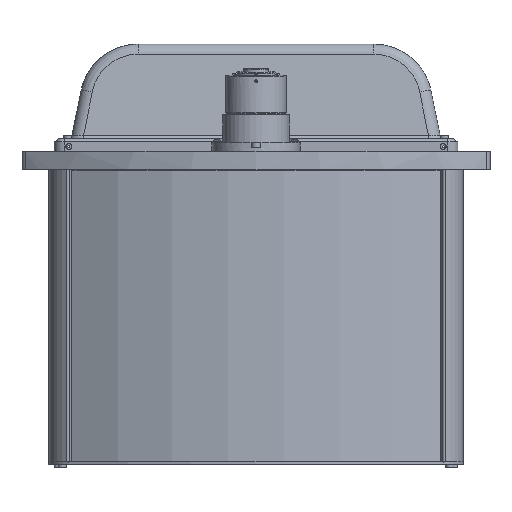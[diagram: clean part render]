
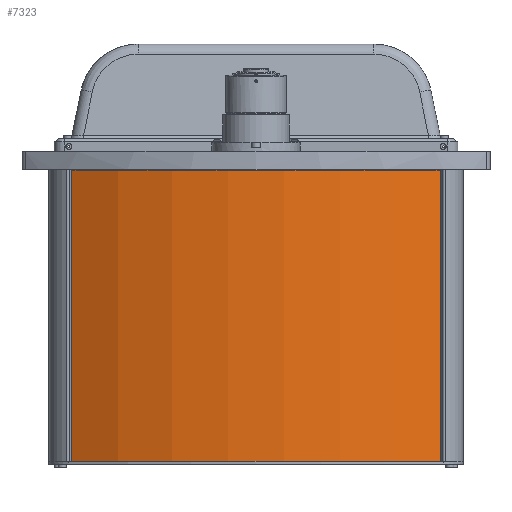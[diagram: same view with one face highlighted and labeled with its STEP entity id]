
A CAD part, front view. The second image highlights one B-rep face of the part: STEP entity #7323.
In plain terms, the highlighted cylindrical face has radius 378.5 mm (diameter 757 mm), a partial arc.
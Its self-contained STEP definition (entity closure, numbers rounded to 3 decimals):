
#156 = CARTESIAN_POINT ( 'NONE',  ( 193.524, 8.215, -26.97 ) ) ;
#1581 = VERTEX_POINT ( 'NONE', #1811 ) ;
#1811 = CARTESIAN_POINT ( 'NONE',  ( 193.524, 8.215, 273.03 ) ) ;
#2044 = EDGE_CURVE ( 'NONE', #1581, #12173, #9845, .T. ) ;
#2099 = ORIENTED_EDGE ( 'NONE', *, *, #13107, .T. ) ;
#2378 = CARTESIAN_POINT ( 'NONE',  ( 0., 333.5, -26.97 ) ) ;
#3134 = VECTOR ( 'NONE', #7373, 1000. ) ;
#3656 = ORIENTED_EDGE ( 'NONE', *, *, #2044, .T. ) ;
#4332 = ORIENTED_EDGE ( 'NONE', *, *, #5865, .F. ) ;
#5149 = EDGE_CURVE ( 'NONE', #1581, #8162, #18695, .T. ) ;
#5299 = DIRECTION ( 'NONE',  ( -1., 0., 0. ) ) ;
#5327 = DIRECTION ( 'NONE',  ( 0., 0., -1. ) ) ;
#5865 = EDGE_CURVE ( 'NONE', #8162, #9536, #18437, .T. ) ;
#6402 = CYLINDRICAL_SURFACE ( 'NONE', #11712, 378.5 ) ;
#6608 = DIRECTION ( 'NONE',  ( 0., 0., -1. ) ) ;
#7104 = VECTOR ( 'NONE', #15580, 1000. ) ;
#7299 = CARTESIAN_POINT ( 'NONE',  ( 193.524, 8.215, -26.97 ) ) ;
#7323 = ADVANCED_FACE ( 'NONE', ( #17243 ), #6402, .T. ) ;
#7373 = DIRECTION ( 'NONE',  ( 0., 0., -1. ) ) ;
#8162 = VERTEX_POINT ( 'NONE', #156 ) ;
#8166 = DIRECTION ( 'NONE',  ( 0.511, -0.859, 0. ) ) ;
#8792 = CARTESIAN_POINT ( 'NONE',  ( 0., 333.5, 273.03 ) ) ;
#9536 = VERTEX_POINT ( 'NONE', #14442 ) ;
#9639 = CARTESIAN_POINT ( 'NONE',  ( -193.524, 8.215, -26.97 ) ) ;
#9845 = CIRCLE ( 'NONE', #11505, 378.5 ) ;
#10030 = LINE ( 'NONE', #9639, #7104 ) ;
#10342 = AXIS2_PLACEMENT_3D ( 'NONE', #2378, #5327, #8166 ) ;
#11505 = AXIS2_PLACEMENT_3D ( 'NONE', #8792, #17311, #15980 ) ;
#11712 = AXIS2_PLACEMENT_3D ( 'NONE', #18185, #6608, #5299 ) ;
#12173 = VERTEX_POINT ( 'NONE', #15320 ) ;
#13107 = EDGE_CURVE ( 'NONE', #12173, #9536, #10030, .T. ) ;
#13307 = ORIENTED_EDGE ( 'NONE', *, *, #5149, .F. ) ;
#14442 = CARTESIAN_POINT ( 'NONE',  ( -193.524, 8.215, -26.97 ) ) ;
#14571 = EDGE_LOOP ( 'NONE', ( #4332, #13307, #3656, #2099 ) ) ;
#15320 = CARTESIAN_POINT ( 'NONE',  ( -193.524, 8.215, 273.03 ) ) ;
#15580 = DIRECTION ( 'NONE',  ( 0., 0., -1. ) ) ;
#15980 = DIRECTION ( 'NONE',  ( 0.511, -0.859, 0. ) ) ;
#17243 = FACE_OUTER_BOUND ( 'NONE', #14571, .T. ) ;
#17311 = DIRECTION ( 'NONE',  ( 0., 0., -1. ) ) ;
#18185 = CARTESIAN_POINT ( 'NONE',  ( 0., 333.5, -26.97 ) ) ;
#18437 = CIRCLE ( 'NONE', #10342, 378.5 ) ;
#18695 = LINE ( 'NONE', #7299, #3134 ) ;
